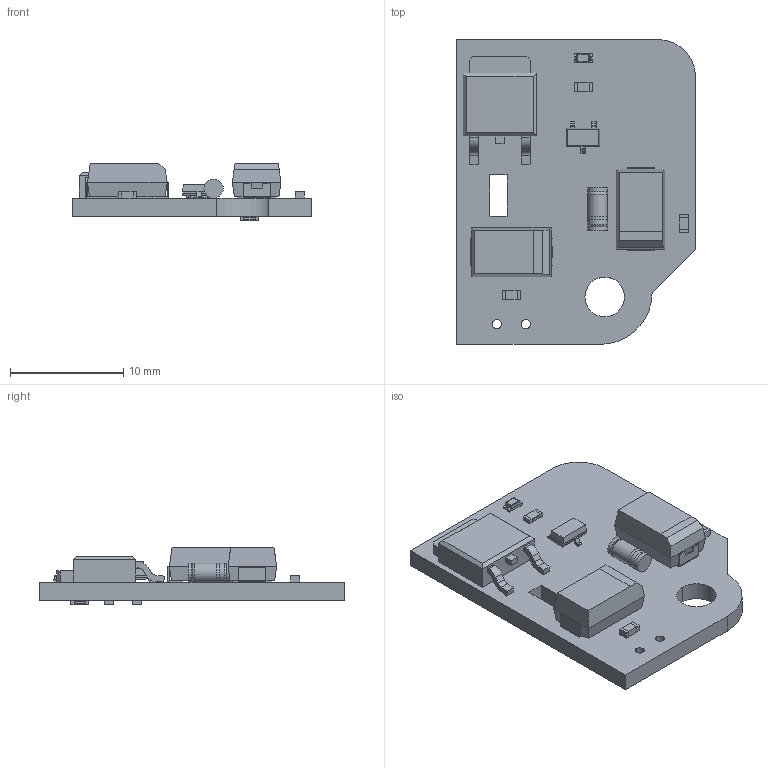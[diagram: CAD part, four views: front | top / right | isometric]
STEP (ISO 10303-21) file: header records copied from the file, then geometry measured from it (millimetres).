
FILE_DESCRIPTION(('FreeCAD Model'),'2;1');
FILE_NAME('demo3.step', '2016-02-14T14:19:48',('Author'),(''), 'Open CASCADE STEP processor 6.8','FreeCAD','Unknown');
FILE_SCHEMA(('AUTOMOTIVE_DESIGN_CC2 { 1 2 10303 214 -1 1 5 4 }'));
Length unit declared in the file: millimetre
Products named in the file (14): ASSEMBLY; Pcb; cap_0603_; dpak-to252_; sot23_; sod80_; res_0603_; res_0603_001; res_0603_002; res_0603_003; led0603_; c:_Tant_D_7343_31_; c:_Tant_D_7343_31_001; cap_0603_001
Assembly tree (13 placements, depth 2):
  ASSEMBLY
    Pcb
    cap_0603_
    dpak-to252_
    sot23_
    sod80_
    res_0603_
    res_0603_001
    res_0603_002
    res_0603_003
    led0603_
    c:_Tant_D_7343_31_
    c:_Tant_D_7343_31_001
    cap_0603_001
Bounding box: 21.08 x 26.92 x 5.1 mm (x, y, z)
Volume: 1112.2 mm3; surface area: 1741.2 mm2
Topology: 13 solids, 13 shells, 410 faces, 994 edges, 610 vertices
Faces by surface type: bspline 219, plane 152, cylinder 37, torus 2
Full cylindrical faces by diameter (mm): 1.7 x5
Entity records: 31307 total; most frequent: CARTESIAN_POINT 12009, ORIENTED_EDGE 1988, PCURVE 1988, DEFINITIONAL_REPRESENTATION 1988, DIRECTION 1796, B_SPLINE_CURVE_WITH_KNOTS 1530, LINE 1222, VECTOR 1222
